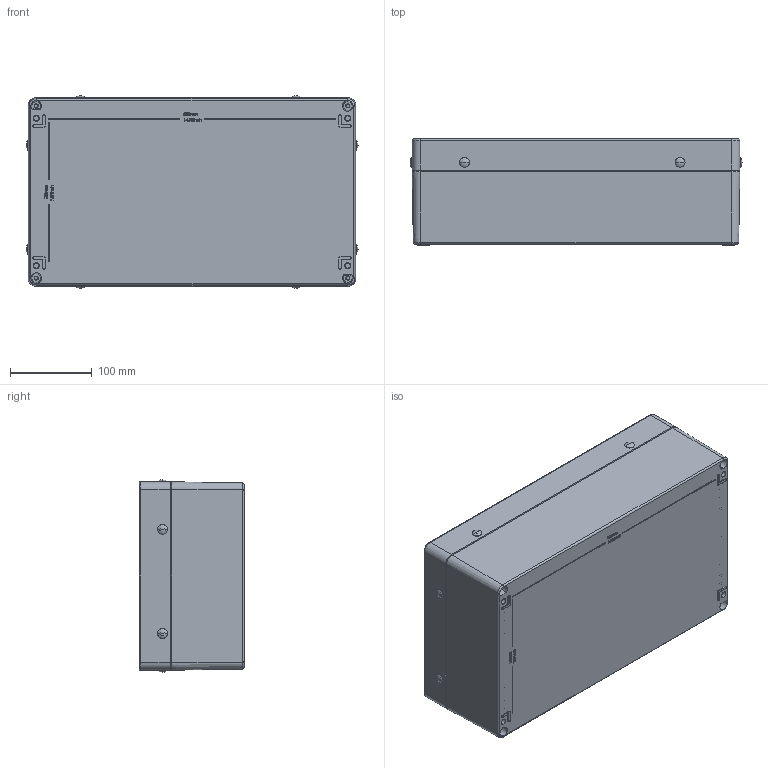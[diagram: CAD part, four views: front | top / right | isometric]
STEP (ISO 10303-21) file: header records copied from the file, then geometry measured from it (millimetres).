
FILE_DESCRIPTION (( 'STEP AP214' ), '1' );
FILE_NAME ('13141000.STEP', '2016-03-31T09:55:06', ( 'Macha' ), ( 'Hewlett-Packard Company' ), 'SwSTEP 2.0', 'SolidWorks 2015', '' );
FILE_SCHEMA (( 'AUTOMOTIVE_DESIGN' ));
Length unit declared in the file: millimetre
Products named in the file (6): 94411; 93261; 93117; 08063_Bearbeitung Griff ; 01063_Bearbeitung nach Zeichng. 01-2-010630-01-0; 13141000
Assembly tree (15 placements, depth 2):
  13141000
    01063_Bearbeitung nach Zeichng. 01-2-010630-01-0
    08063_Bearbeitung Griff 
    93117
    93261  x4
    94411  x8
Bounding box: 405 x 129 x 235 mm (x, y, z)
Volume: 1404000 mm3; surface area: 592868 mm2
Topology: 16 solids, 16 shells, 1789 faces, 4232 edges, 2580 vertices
Faces by surface type: plane 634, cylinder 454, bspline 290, cone 241, torus 141, sphere 29
Entity records: 63152 total; most frequent: CARTESIAN_POINT 27282, ORIENTED_EDGE 7628, DIRECTION 6756, EDGE_CURVE 3814, AXIS2_PLACEMENT_3D 2461, VERTEX_POINT 2362, VECTOR 1834, LINE 1834
